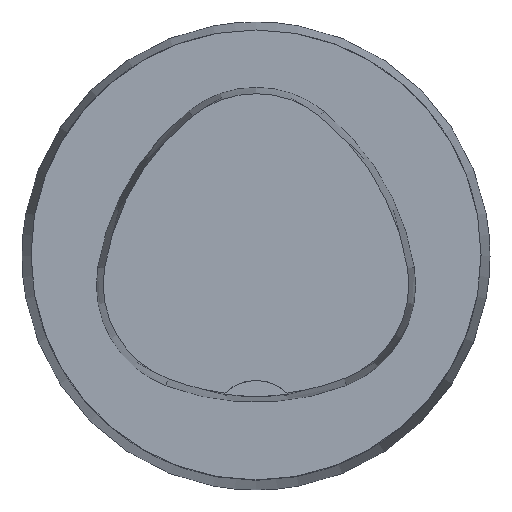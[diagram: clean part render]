
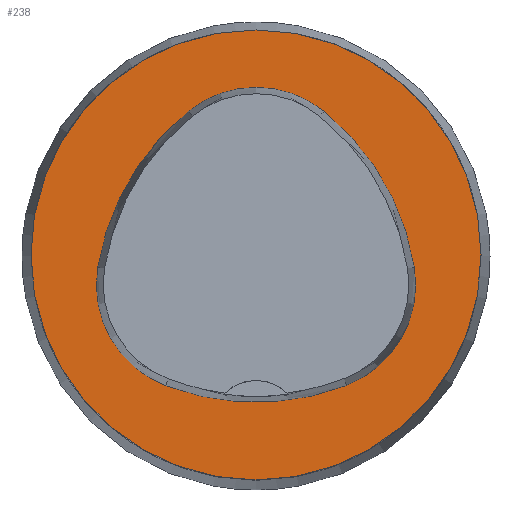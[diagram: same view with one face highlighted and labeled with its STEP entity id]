
A CAD part, top view. The second image highlights one B-rep face of the part: STEP entity #238.
In plain terms, the highlighted planar face has unit normal (0, 0, 1).
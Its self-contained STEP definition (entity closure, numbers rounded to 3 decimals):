
#172=PLANE('',#813);
#238=ADVANCED_FACE('',(#290,#291),#172,.T.);
#290=FACE_BOUND('',#346,.T.);
#291=FACE_BOUND('',#347,.T.);
#346=EDGE_LOOP('',(#432,#433,#434,#435,#436,#437));
#347=EDGE_LOOP('',(#438));
#432=ORIENTED_EDGE('',*,*,#594,.T.);
#433=ORIENTED_EDGE('',*,*,#595,.T.);
#434=ORIENTED_EDGE('',*,*,#596,.T.);
#435=ORIENTED_EDGE('',*,*,#597,.T.);
#436=ORIENTED_EDGE('',*,*,#598,.T.);
#437=ORIENTED_EDGE('',*,*,#599,.T.);
#438=ORIENTED_EDGE('',*,*,#600,.F.);
#533=VERTEX_POINT('',#1209);
#534=VERTEX_POINT('',#1210);
#535=VERTEX_POINT('',#1212);
#536=VERTEX_POINT('',#1214);
#537=VERTEX_POINT('',#1216);
#538=VERTEX_POINT('',#1218);
#539=VERTEX_POINT('',#1221);
#594=EDGE_CURVE('',#533,#534,#634,.T.);
#595=EDGE_CURVE('',#534,#535,#635,.T.);
#596=EDGE_CURVE('',#535,#536,#636,.T.);
#597=EDGE_CURVE('',#536,#537,#637,.T.);
#598=EDGE_CURVE('',#537,#538,#638,.T.);
#599=EDGE_CURVE('',#538,#533,#639,.T.);
#600=EDGE_CURVE('',#539,#539,#640,.T.);
#634=CIRCLE('',#806,12.);
#635=CIRCLE('',#807,28.);
#636=CIRCLE('',#808,12.);
#637=CIRCLE('',#809,28.);
#638=CIRCLE('',#810,12.);
#639=CIRCLE('',#811,28.);
#640=CIRCLE('',#812,25.);
#806=AXIS2_PLACEMENT_3D('',#1208,#977,#978);
#807=AXIS2_PLACEMENT_3D('',#1211,#979,#980);
#808=AXIS2_PLACEMENT_3D('',#1213,#981,#982);
#809=AXIS2_PLACEMENT_3D('',#1215,#983,#984);
#810=AXIS2_PLACEMENT_3D('',#1217,#985,#986);
#811=AXIS2_PLACEMENT_3D('',#1219,#987,#988);
#812=AXIS2_PLACEMENT_3D('',#1220,#989,#990);
#813=AXIS2_PLACEMENT_3D('',#1222,#991,#992);
#977=DIRECTION('',(0.,0.,-1.));
#978=DIRECTION('',(-1.,0.,0.));
#979=DIRECTION('',(0.,0.,-1.));
#980=DIRECTION('',(-1.,0.,0.));
#981=DIRECTION('',(0.,0.,-1.));
#982=DIRECTION('',(-1.,0.,0.));
#983=DIRECTION('',(0.,0.,-1.));
#984=DIRECTION('',(-1.,0.,0.));
#985=DIRECTION('',(0.,0.,-1.));
#986=DIRECTION('',(-1.,0.,0.));
#987=DIRECTION('',(0.,0.,-1.));
#988=DIRECTION('',(-1.,0.,0.));
#989=DIRECTION('',(0.,0.,-1.));
#990=DIRECTION('',(-1.,0.,0.));
#991=DIRECTION('',(0.,0.,1.));
#992=DIRECTION('',(1.,0.,0.));
#1208=CARTESIAN_POINT('',(-5.733,-3.31,0.));
#1209=CARTESIAN_POINT('',(-10.025,-14.516,0.));
#1210=CARTESIAN_POINT('',(-17.584,-1.424,0.));
#1211=CARTESIAN_POINT('',(10.068,-5.824,0.));
#1212=CARTESIAN_POINT('',(-7.531,15.953,0.));
#1213=CARTESIAN_POINT('',(0.011,6.62,0.));
#1214=CARTESIAN_POINT('',(7.567,15.942,0.));
#1215=CARTESIAN_POINT('',(-10.063,-5.81,0.));
#1216=CARTESIAN_POINT('',(17.59,-1.418,0.));
#1217=CARTESIAN_POINT('',(5.739,-3.3,0.));
#1218=CARTESIAN_POINT('',(10.05,-14.499,0.));
#1219=CARTESIAN_POINT('',(-0.01,11.631,0.));
#1220=CARTESIAN_POINT('',(0.,0.,0.));
#1221=CARTESIAN_POINT('',(-25.,0.,0.));
#1222=CARTESIAN_POINT('',(0.,0.,0.));
